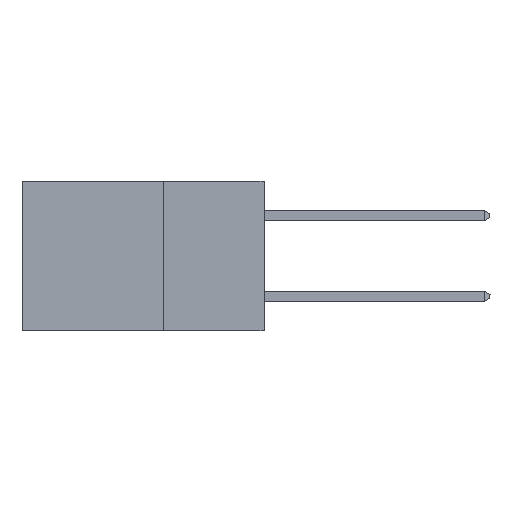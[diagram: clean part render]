
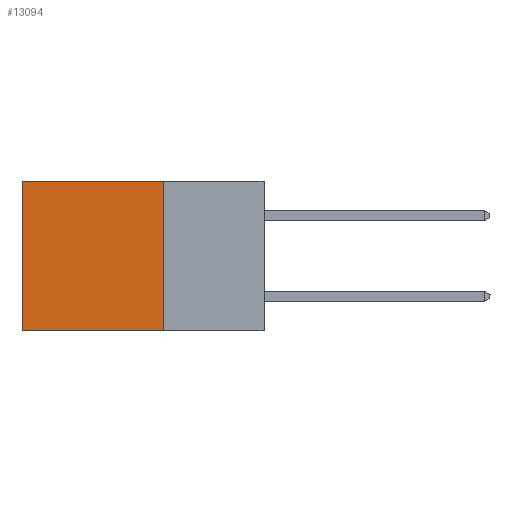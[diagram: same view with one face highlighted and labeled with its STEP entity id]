
A CAD part, left-side view. The second image highlights one B-rep face of the part: STEP entity #13094.
In plain terms, the highlighted planar face has unit normal (-1, 0, 0).
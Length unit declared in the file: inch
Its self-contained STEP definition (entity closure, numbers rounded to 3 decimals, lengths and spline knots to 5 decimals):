
#893 = VERTEX_POINT ( 'NONE', #8619 ) ;
#1622 = AXIS2_PLACEMENT_3D ( 'NONE', #14284, #16252, #4405 ) ;
#3087 = EDGE_CURVE ( 'NONE', #23967, #18204, #14803, .T. ) ;
#3103 = DIRECTION ( 'NONE',  ( 0., 0., -1. ) ) ;
#3729 = CARTESIAN_POINT ( 'NONE',  ( 0.298, 0.25, 0. ) ) ;
#3792 = LINE ( 'NONE', #4899, #13729 ) ;
#4405 = DIRECTION ( 'NONE',  ( 0., 0., -1. ) ) ;
#4899 = CARTESIAN_POINT ( 'NONE',  ( 0.298, 0.25, 0. ) ) ;
#5749 = DIRECTION ( 'NONE',  ( 0., 1., 0. ) ) ;
#6289 = VECTOR ( 'NONE', #5749, 39.37008 ) ;
#6831 = ORIENTED_EDGE ( 'NONE', *, *, #24216, .F. ) ;
#6912 = DIRECTION ( 'NONE',  ( 0., 0., -1. ) ) ;
#8478 = CARTESIAN_POINT ( 'NONE',  ( 0.298, 0.25, -0.37 ) ) ;
#8619 = CARTESIAN_POINT ( 'NONE',  ( 0.298, 0.25, 0. ) ) ;
#10036 = CARTESIAN_POINT ( 'NONE',  ( 0.298, 0.6, -0.37 ) ) ;
#10455 = ORIENTED_EDGE ( 'NONE', *, *, #11198, .T. ) ;
#10639 = VERTEX_POINT ( 'NONE', #23061 ) ;
#11078 = ORIENTED_EDGE ( 'NONE', *, *, #3087, .F. ) ;
#11198 = EDGE_CURVE ( 'NONE', #10639, #18204, #12143, .T. ) ;
#12143 = LINE ( 'NONE', #24563, #17291 ) ;
#13094 = ADVANCED_FACE ( 'NONE', ( #19045 ), #18094, .F. ) ;
#13729 = VECTOR ( 'NONE', #6912, 39.37008 ) ;
#14284 = CARTESIAN_POINT ( 'NONE',  ( 0.298, 0.25, 0. ) ) ;
#14803 = LINE ( 'NONE', #24714, #23209 ) ;
#16252 = DIRECTION ( 'NONE',  ( 1., 0., 0. ) ) ;
#17291 = VECTOR ( 'NONE', #3103, 39.37008 ) ;
#18094 = PLANE ( 'NONE',  #1622 ) ;
#18204 = VERTEX_POINT ( 'NONE', #10036 ) ;
#19045 = FACE_OUTER_BOUND ( 'NONE', #24200, .T. ) ;
#19994 = DIRECTION ( 'NONE',  ( 0., 1., 0. ) ) ;
#20013 = ORIENTED_EDGE ( 'NONE', *, *, #24520, .T. ) ;
#21870 = LINE ( 'NONE', #3729, #6289 ) ;
#23061 = CARTESIAN_POINT ( 'NONE',  ( 0.298, 0.6, 0. ) ) ;
#23209 = VECTOR ( 'NONE', #19994, 39.37008 ) ;
#23967 = VERTEX_POINT ( 'NONE', #8478 ) ;
#24200 = EDGE_LOOP ( 'NONE', ( #10455, #11078, #6831, #20013 ) ) ;
#24216 = EDGE_CURVE ( 'NONE', #893, #23967, #3792, .T. ) ;
#24520 = EDGE_CURVE ( 'NONE', #893, #10639, #21870, .T. ) ;
#24563 = CARTESIAN_POINT ( 'NONE',  ( 0.298, 0.6, 0. ) ) ;
#24714 = CARTESIAN_POINT ( 'NONE',  ( 0.298, 0.25, -0.37 ) ) ;
